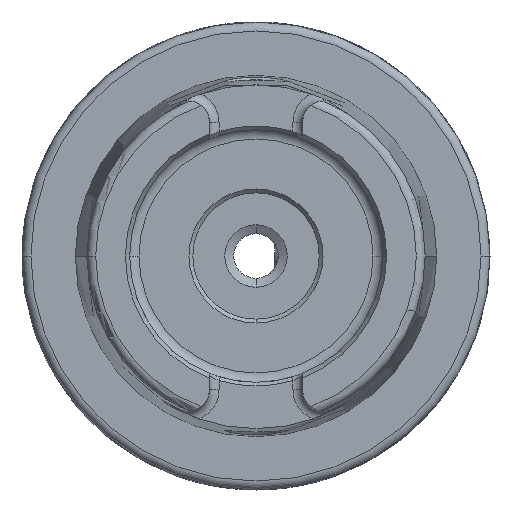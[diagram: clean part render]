
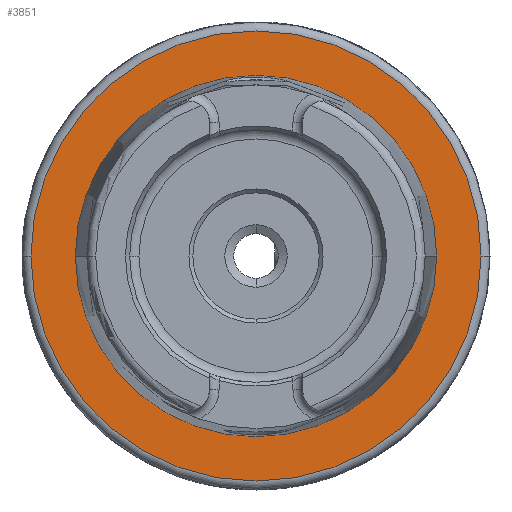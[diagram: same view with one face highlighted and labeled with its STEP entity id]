
A CAD part, left-side view. The second image highlights one B-rep face of the part: STEP entity #3851.
In plain terms, the highlighted planar face has unit normal (-1, 0, 0).
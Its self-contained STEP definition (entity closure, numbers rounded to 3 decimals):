
#188 = DIRECTION ( 'NONE',  ( 0., 1., 0. ) ) ;
#264 = DIRECTION ( 'NONE',  ( 1., 0., 0. ) ) ;
#382 = AXIS2_PLACEMENT_3D ( 'NONE', #7137, #4639, #521 ) ;
#487 = ORIENTED_EDGE ( 'NONE', *, *, #10792, .T. ) ;
#521 = DIRECTION ( 'NONE',  ( 0., -1., 0. ) ) ;
#1869 = CARTESIAN_POINT ( 'NONE',  ( 0., -30.3, 0. ) ) ;
#1965 = CIRCLE ( 'NONE', #3739, 24.321 ) ;
#2446 = AXIS2_PLACEMENT_3D ( 'NONE', #9689, #3795, #188 ) ;
#2860 = CIRCLE ( 'NONE', #9038, 30.3 ) ;
#2875 = FACE_BOUND ( 'NONE', #10880, .T. ) ;
#3408 = ORIENTED_EDGE ( 'NONE', *, *, #8018, .F. ) ;
#3629 = CARTESIAN_POINT ( 'NONE',  ( 0., -24.321, 0. ) ) ;
#3634 = ORIENTED_EDGE ( 'NONE', *, *, #8176, .T. ) ;
#3739 = AXIS2_PLACEMENT_3D ( 'NONE', #8555, #5934, #6822 ) ;
#3756 = FACE_OUTER_BOUND ( 'NONE', #6478, .T. ) ;
#3795 = DIRECTION ( 'NONE',  ( 1., 0., 0. ) ) ;
#3851 = ADVANCED_FACE ( 'NONE', ( #2875, #3756 ), #5423, .T. ) ;
#4322 = EDGE_CURVE ( 'NONE', #7107, #8409, #9545, .T. ) ;
#4562 = VERTEX_POINT ( 'NONE', #3629 ) ;
#4639 = DIRECTION ( 'NONE',  ( -1., 0., 0. ) ) ;
#5423 = PLANE ( 'NONE',  #382 ) ;
#5934 = DIRECTION ( 'NONE',  ( 1., 0., 0. ) ) ;
#6064 = DIRECTION ( 'NONE',  ( 1., 0., 0. ) ) ;
#6072 = CIRCLE ( 'NONE', #10480, 24.321 ) ;
#6104 = VERTEX_POINT ( 'NONE', #8302 ) ;
#6478 = EDGE_LOOP ( 'NONE', ( #7102, #3408 ) ) ;
#6822 = DIRECTION ( 'NONE',  ( 0., 1., 0. ) ) ;
#7102 = ORIENTED_EDGE ( 'NONE', *, *, #4322, .F. ) ;
#7107 = VERTEX_POINT ( 'NONE', #9609 ) ;
#7137 = CARTESIAN_POINT ( 'NONE',  ( 0., 24.321, 0. ) ) ;
#8018 = EDGE_CURVE ( 'NONE', #8409, #7107, #2860, .T. ) ;
#8176 = EDGE_CURVE ( 'NONE', #4562, #6104, #1965, .T. ) ;
#8302 = CARTESIAN_POINT ( 'NONE',  ( 0., 24.321, 0. ) ) ;
#8409 = VERTEX_POINT ( 'NONE', #1869 ) ;
#8555 = CARTESIAN_POINT ( 'NONE',  ( 0., 0., 0. ) ) ;
#9038 = AXIS2_PLACEMENT_3D ( 'NONE', #10564, #6064, #9454 ) ;
#9454 = DIRECTION ( 'NONE',  ( 0., 1., 0. ) ) ;
#9545 = CIRCLE ( 'NONE', #2446, 30.3 ) ;
#9609 = CARTESIAN_POINT ( 'NONE',  ( 0., 30.3, 0. ) ) ;
#9689 = CARTESIAN_POINT ( 'NONE',  ( 0., 0., 0. ) ) ;
#10432 = DIRECTION ( 'NONE',  ( 0., 1., 0. ) ) ;
#10480 = AXIS2_PLACEMENT_3D ( 'NONE', #10489, #264, #10432 ) ;
#10489 = CARTESIAN_POINT ( 'NONE',  ( 0., 0., 0. ) ) ;
#10564 = CARTESIAN_POINT ( 'NONE',  ( 0., 0., 0. ) ) ;
#10792 = EDGE_CURVE ( 'NONE', #6104, #4562, #6072, .T. ) ;
#10880 = EDGE_LOOP ( 'NONE', ( #487, #3634 ) ) ;
